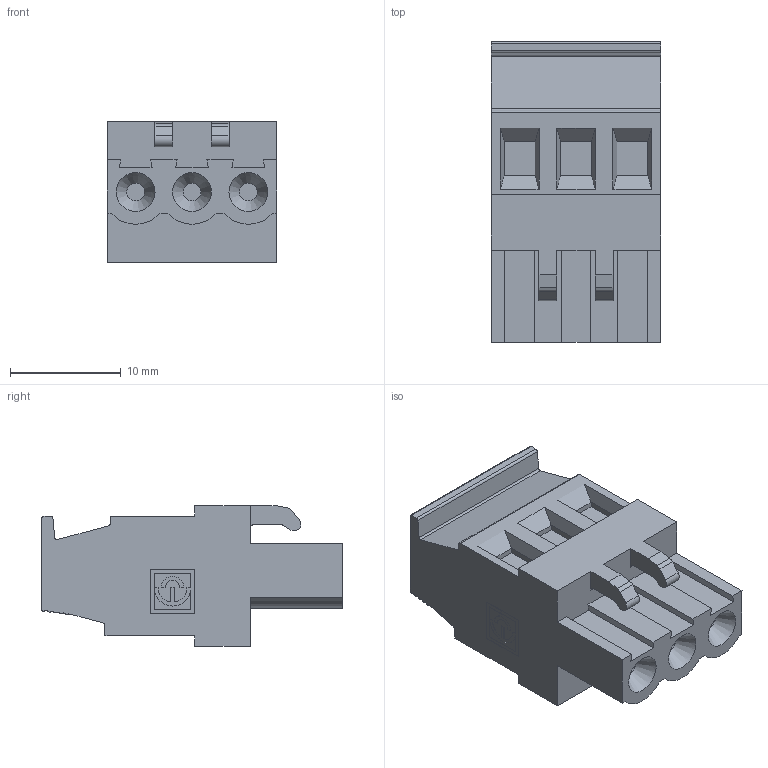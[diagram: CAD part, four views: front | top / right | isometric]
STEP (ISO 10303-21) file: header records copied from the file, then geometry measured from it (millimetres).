
FILE_DESCRIPTION(('STEP AP214'),'1');
FILE_NAME('SV03-5,08-F.stp','2020-05-11T07:48:42',(' '),(' '),'Spatial InterOp 3D',' ',' ');
FILE_SCHEMA(('automotive_design'));
Length unit declared in the file: metre
Products named in the file (1): 1
Bounding box: 15.24 x 27.1 x 12.7 mm (x, y, z)
Volume: 3429.8 mm3; surface area: 2019.8 mm2
Topology: 1 solids, 1 shells, 159 faces, 415 edges, 271 vertices
Faces by surface type: plane 116, cylinder 39, cone 3, extrusion 1
Full cylindrical faces by diameter (mm): 1.6 x3, 4 x3
Entity records: 6041 total; most frequent: CARTESIAN_POINT 846, DIRECTION 804, ORIENTED_EDGE 800, EDGE_CURVE 400, VECTOR 306, LINE 305, VERTEX_POINT 265, AXIS2_PLACEMENT_3D 249
